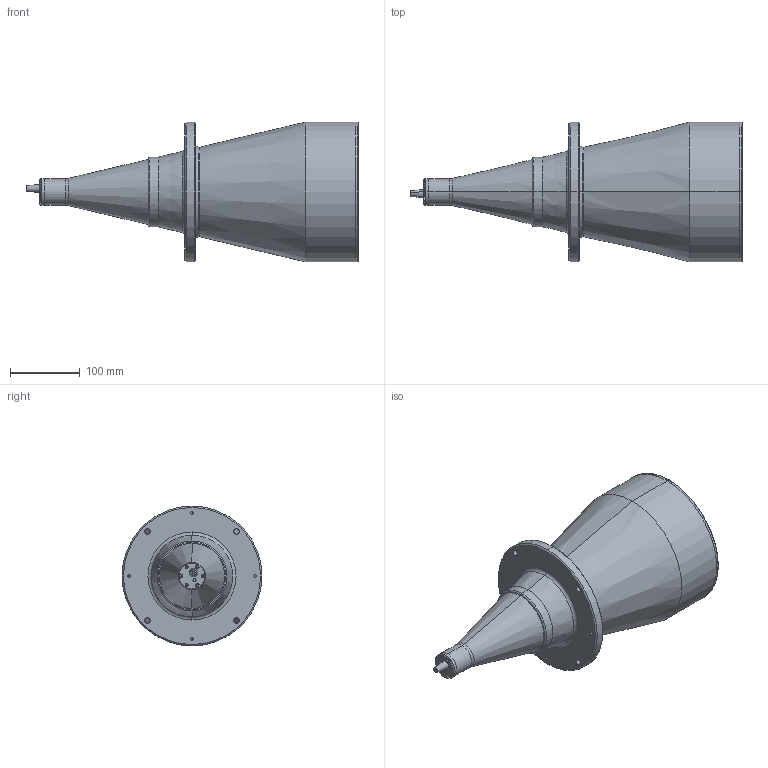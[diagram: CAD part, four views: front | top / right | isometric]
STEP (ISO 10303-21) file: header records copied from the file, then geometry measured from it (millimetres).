
FILE_DESCRIPTION (( 'STEP AP214' ), '1' );
FILE_NAME ('LTCL144.STEP', '2013-04-04T16:13:51', ( 'Work' ), ( '' ), 'SwSTEP 2.0', 'SolidWorks 2012', '' );
FILE_SCHEMA (( 'AUTOMOTIVE_DESIGN' ));
Length unit declared in the file: millimetre
Products named in the file (1): LTCL144
Bounding box: 474.7 x 200 x 200 mm (x, y, z)
Surface area: 277858.8 mm2 (no closed solid volume)
Topology: 0 solids, 12 shells, 117 faces, 333 edges, 234 vertices
Faces by surface type: cylinder 59, plane 26, cone 18, torus 12, sphere 2
Entity records: 5291 total; most frequent: DIRECTION 778, CARTESIAN_POINT 703, ORIENTED_EDGE 564, EDGE_CURVE 333, AXIS2_PLACEMENT_3D 333, VERTEX_POINT 234, CIRCLE 215, EDGE_LOOP 171
